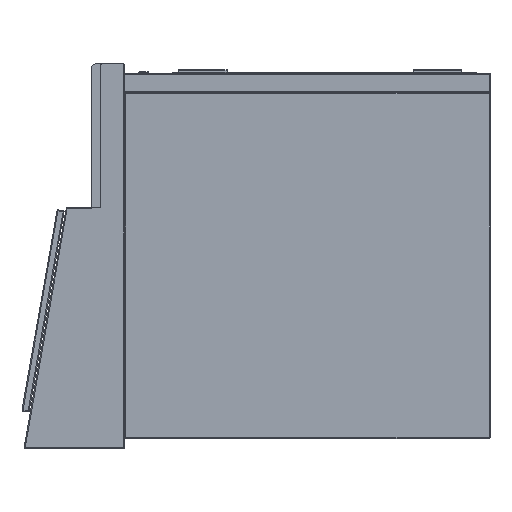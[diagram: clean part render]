
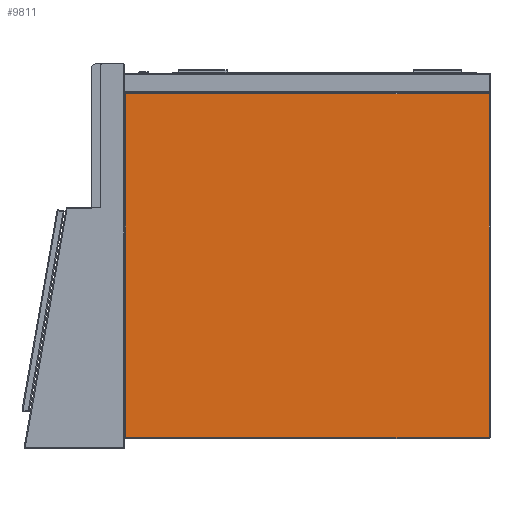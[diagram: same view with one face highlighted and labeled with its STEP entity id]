
A CAD part, left-side view. The second image highlights one B-rep face of the part: STEP entity #9811.
In plain terms, the highlighted planar face has unit normal (-1, 0, 0).
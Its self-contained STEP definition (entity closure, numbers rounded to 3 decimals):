
#270 = CARTESIAN_POINT ( 'NONE',  ( -660., -380., -760. ) ) ;
#1800 = EDGE_CURVE ( 'NONE', #20621, #4764, #13384, .T. ) ;
#3547 = DIRECTION ( 'NONE',  ( 0., 0., 1. ) ) ;
#4764 = VERTEX_POINT ( 'NONE', #33220 ) ;
#6699 = LINE ( 'NONE', #19239, #32932 ) ;
#7403 = CARTESIAN_POINT ( 'NONE',  ( -660., -378., -42. ) ) ;
#8654 = DIRECTION ( 'NONE',  ( 0., 0., -1. ) ) ;
#9811 = ADVANCED_FACE ( 'Fl�che7', ( #16483 ), #28393, .T. ) ;
#10635 = VERTEX_POINT ( 'NONE', #28296 ) ;
#10818 = DIRECTION ( 'NONE',  ( 0., 0., 1. ) ) ;
#10997 = ORIENTED_EDGE ( 'NONE', *, *, #37761, .T. ) ;
#13074 = CARTESIAN_POINT ( 'NONE',  ( -660., -378., -760. ) ) ;
#13384 = LINE ( 'NONE', #28765, #23619 ) ;
#14217 = LINE ( 'NONE', #14818, #29492 ) ;
#14744 = EDGE_CURVE ( 'NONE', #29670, #10635, #6699, .T. ) ;
#14818 = CARTESIAN_POINT ( 'NONE',  ( -660., 378., -760. ) ) ;
#16459 = VECTOR ( 'NONE', #10818, 1000. ) ;
#16483 = FACE_OUTER_BOUND ( 'NONE', #22214, .T. ) ;
#18422 = ORIENTED_EDGE ( 'NONE', *, *, #14744, .T. ) ;
#19239 = CARTESIAN_POINT ( 'NONE',  ( -660., 380., -42. ) ) ;
#19388 = DIRECTION ( 'NONE',  ( -1., 0., 0. ) ) ;
#20621 = VERTEX_POINT ( 'NONE', #26869 ) ;
#22214 = EDGE_LOOP ( 'NONE', ( #28384, #18422, #10997, #33667 ) ) ;
#23619 = VECTOR ( 'NONE', #32460, 1000. ) ;
#26869 = CARTESIAN_POINT ( 'NONE',  ( -660., 378., -758. ) ) ;
#28296 = CARTESIAN_POINT ( 'NONE',  ( -660., 378., -42. ) ) ;
#28384 = ORIENTED_EDGE ( 'NONE', *, *, #35599, .T. ) ;
#28393 = PLANE ( 'NONE',  #30058 ) ;
#28765 = CARTESIAN_POINT ( 'NONE',  ( -660., -380., -758. ) ) ;
#29492 = VECTOR ( 'NONE', #8654, 1000. ) ;
#29670 = VERTEX_POINT ( 'NONE', #7403 ) ;
#30058 = AXIS2_PLACEMENT_3D ( 'NONE', #270, #19388, #3547 ) ;
#31724 = DIRECTION ( 'NONE',  ( 0., 1., 0. ) ) ;
#32460 = DIRECTION ( 'NONE',  ( 0., -1., 0. ) ) ;
#32932 = VECTOR ( 'NONE', #31724, 1000. ) ;
#33220 = CARTESIAN_POINT ( 'NONE',  ( -660., -378., -758. ) ) ;
#33667 = ORIENTED_EDGE ( 'NONE', *, *, #1800, .T. ) ;
#35599 = EDGE_CURVE ( 'NONE', #4764, #29670, #38288, .T. ) ;
#37761 = EDGE_CURVE ( 'NONE', #10635, #20621, #14217, .T. ) ;
#38288 = LINE ( 'NONE', #13074, #16459 ) ;
